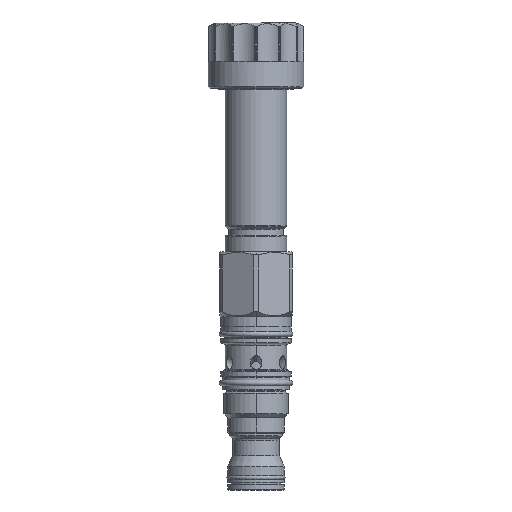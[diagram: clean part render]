
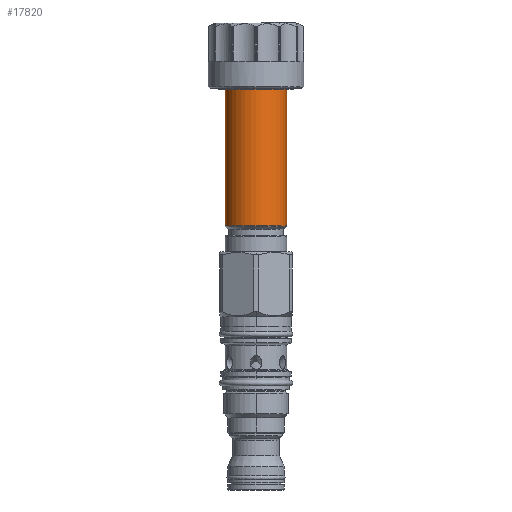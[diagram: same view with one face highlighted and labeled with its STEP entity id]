
A CAD part, front view. The second image highlights one B-rep face of the part: STEP entity #17820.
In plain terms, the highlighted cylindrical face has radius 9.5 mm (diameter 18.999 mm), a partial arc.
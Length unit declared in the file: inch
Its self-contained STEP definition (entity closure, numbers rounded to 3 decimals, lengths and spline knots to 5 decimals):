
#4656=CARTESIAN_POINT('',(0.,0.,5.33867));
#4657=DIRECTION('',(0.,0.,1.));
#4658=DIRECTION('',(-1.,0.,0.));
#4659=AXIS2_PLACEMENT_3D('',#4656,#4657,#4658);
#4666=DIRECTION('',(0.,0.,1.));
#4667=VECTOR('',#4666,2.14435);
#4668=CARTESIAN_POINT('',(-0.374,0.,3.19433));
#4669=LINE('',#4668,#4667);
#4670=DIRECTION('',(0.,0.,-1.));
#4671=VECTOR('',#4670,2.14435);
#4672=CARTESIAN_POINT('',(0.374,0.,5.33867));
#4673=LINE('',#4672,#4671);
#4702=CARTESIAN_POINT('',(0.,0.,3.19433));
#4703=DIRECTION('',(0.,0.,-1.));
#4704=DIRECTION('',(1.,0.,0.));
#4705=AXIS2_PLACEMENT_3D('',#4702,#4703,#4704);
#10624=CARTESIAN_POINT('',(0.374,0.,3.19433));
#10625=CARTESIAN_POINT('',(-0.374,0.,3.19433));
#10626=VERTEX_POINT('',#10624);
#10627=VERTEX_POINT('',#10625);
#10640=CARTESIAN_POINT('',(-0.374,0.,5.33867));
#10641=CARTESIAN_POINT('',(0.374,0.,5.33867));
#10642=VERTEX_POINT('',#10640);
#10643=VERTEX_POINT('',#10641);
#17806=CARTESIAN_POINT('',(0.,0.,3.83465));
#17807=DIRECTION('',(0.,0.,-1.));
#17808=DIRECTION('',(1.,0.,0.));
#17809=AXIS2_PLACEMENT_3D('',#17806,#17807,#17808);
#17810=CYLINDRICAL_SURFACE('',#17809,0.374);
#17812=ORIENTED_EDGE('',*,*,#17811,.T.);
#17813=ORIENTED_EDGE('',*,*,#17788,.T.);
#17815=ORIENTED_EDGE('',*,*,#17814,.T.);
#17817=ORIENTED_EDGE('',*,*,#17816,.T.);
#17818=EDGE_LOOP('',(#17812,#17813,#17815,#17817));
#17819=FACE_OUTER_BOUND('',#17818,.F.);
#17820=ADVANCED_FACE('',(#17819),#17810,.T.);
#4660=CIRCLE('',#4659,0.374);
#4706=CIRCLE('',#4705,0.374);
#17788=EDGE_CURVE('',#10642,#10643,#4660,.T.);
#17811=EDGE_CURVE('',#10627,#10642,#4669,.T.);
#17814=EDGE_CURVE('',#10643,#10626,#4673,.T.);
#17816=EDGE_CURVE('',#10626,#10627,#4706,.T.);
